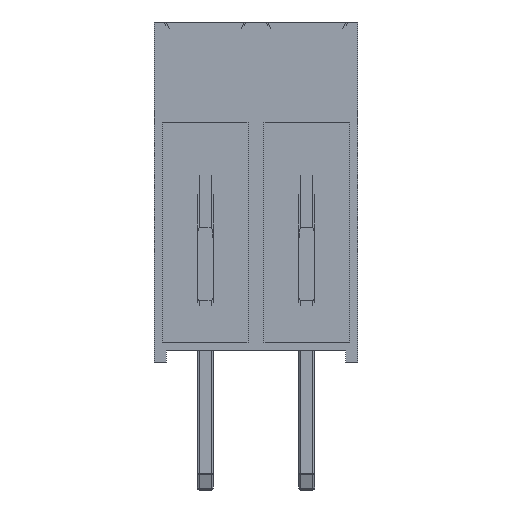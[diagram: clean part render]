
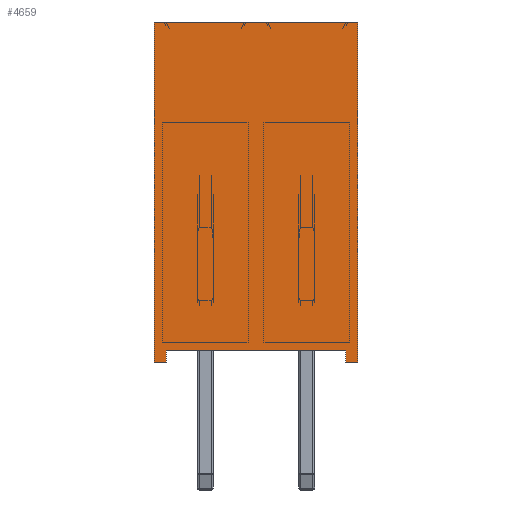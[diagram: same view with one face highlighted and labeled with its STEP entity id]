
A CAD part, left-side view. The second image highlights one B-rep face of the part: STEP entity #4659.
In plain terms, the highlighted planar face has unit normal (-1, 0, 0).
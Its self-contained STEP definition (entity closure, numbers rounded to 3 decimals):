
#686=FACE_OUTER_BOUND('',#976,.T.);
#976=EDGE_LOOP('',(#3036,#3037,#3038,#3039,#3040,#3041,#3042,#3043));
#1298=LINE('',#7265,#1646);
#1299=LINE('',#7268,#1647);
#1301=LINE('',#7272,#1649);
#1302=LINE('',#7274,#1650);
#1303=LINE('',#7276,#1651);
#1304=LINE('',#7278,#1652);
#1305=LINE('',#7280,#1653);
#1306=LINE('',#7281,#1654);
#1646=VECTOR('',#5656,10.);
#1647=VECTOR('',#5659,10.);
#1649=VECTOR('',#5663,10.);
#1650=VECTOR('',#5664,10.);
#1651=VECTOR('',#5665,10.);
#1652=VECTOR('',#5666,10.);
#1653=VECTOR('',#5667,10.);
#1654=VECTOR('',#5668,10.);
#1992=VERTEX_POINT('',#7261);
#1993=VERTEX_POINT('',#7263);
#1994=VERTEX_POINT('',#7267);
#1995=VERTEX_POINT('',#7271);
#1996=VERTEX_POINT('',#7273);
#1997=VERTEX_POINT('',#7275);
#1998=VERTEX_POINT('',#7277);
#1999=VERTEX_POINT('',#7279);
#2370=EDGE_CURVE('',#1992,#1993,#1298,.T.);
#2371=EDGE_CURVE('',#1994,#1992,#1299,.T.);
#2373=EDGE_CURVE('',#1993,#1995,#1301,.T.);
#2374=EDGE_CURVE('',#1995,#1996,#1302,.T.);
#2375=EDGE_CURVE('',#1996,#1997,#1303,.T.);
#2376=EDGE_CURVE('',#1997,#1998,#1304,.T.);
#2377=EDGE_CURVE('',#1999,#1998,#1305,.T.);
#2378=EDGE_CURVE('',#1994,#1999,#1306,.T.);
#3036=ORIENTED_EDGE('',*,*,#2373,.T.);
#3037=ORIENTED_EDGE('',*,*,#2374,.T.);
#3038=ORIENTED_EDGE('',*,*,#2375,.T.);
#3039=ORIENTED_EDGE('',*,*,#2376,.T.);
#3040=ORIENTED_EDGE('',*,*,#2377,.F.);
#3041=ORIENTED_EDGE('',*,*,#2378,.F.);
#3042=ORIENTED_EDGE('',*,*,#2371,.T.);
#3043=ORIENTED_EDGE('',*,*,#2370,.T.);
#4330=PLANE('',#5003);
#4659=ADVANCED_FACE('',(#686),#4330,.T.);
#5003=AXIS2_PLACEMENT_3D('',#7270,#5661,#5662);
#5656=DIRECTION('',(0.,0.,1.));
#5659=DIRECTION('',(0.,-1.,0.));
#5661=DIRECTION('center_axis',(-1.,0.,0.));
#5662=DIRECTION('ref_axis',(0.,-1.,0.));
#5663=DIRECTION('',(0.,-1.,0.));
#5664=DIRECTION('',(0.,0.,-1.));
#5665=DIRECTION('',(0.,-1.,0.));
#5666=DIRECTION('',(0.,0.,1.));
#5667=DIRECTION('',(0.,-1.,0.));
#5668=DIRECTION('',(0.,0.,1.));
#7261=CARTESIAN_POINT('',(-1.27,3.51,0.));
#7263=CARTESIAN_POINT('',(-1.27,3.51,0.3));
#7265=CARTESIAN_POINT('',(-1.27,3.51,0.));
#7267=CARTESIAN_POINT('',(-1.27,3.81,0.));
#7268=CARTESIAN_POINT('',(-1.27,3.81,0.));
#7270=CARTESIAN_POINT('Origin',(-1.27,1.27,0.));
#7271=CARTESIAN_POINT('',(-1.27,-0.97,0.3));
#7272=CARTESIAN_POINT('',(-1.27,1.27,0.3));
#7273=CARTESIAN_POINT('',(-1.27,-0.97,0.));
#7274=CARTESIAN_POINT('',(-1.27,-0.97,0.));
#7275=CARTESIAN_POINT('',(-1.27,-1.27,0.));
#7276=CARTESIAN_POINT('',(-1.27,1.27,0.));
#7277=CARTESIAN_POINT('',(-1.27,-1.27,8.5));
#7278=CARTESIAN_POINT('',(-1.27,-1.27,0.));
#7279=CARTESIAN_POINT('',(-1.27,3.81,8.5));
#7280=CARTESIAN_POINT('',(-1.27,3.81,8.5));
#7281=CARTESIAN_POINT('',(-1.27,3.81,0.));
